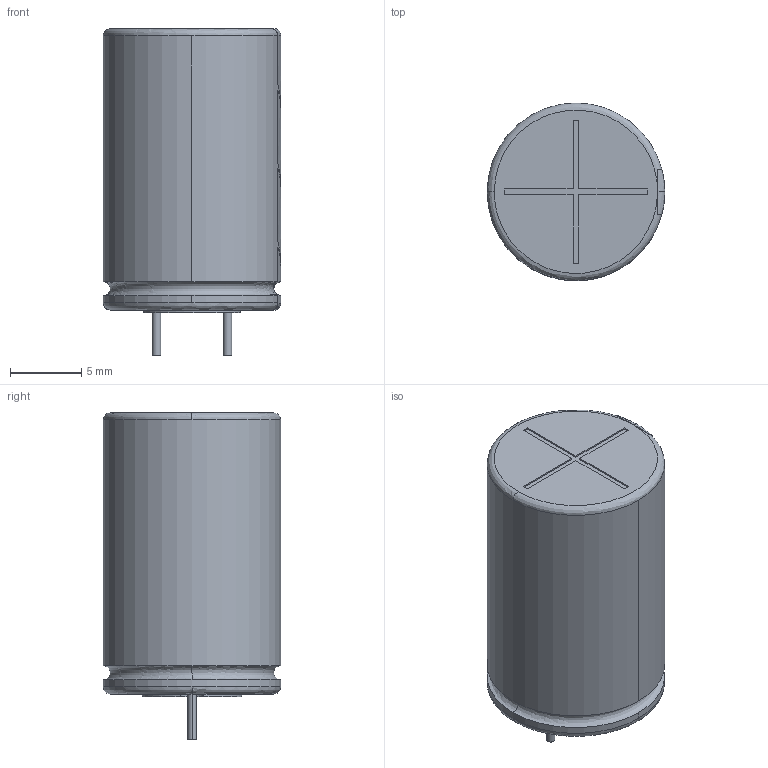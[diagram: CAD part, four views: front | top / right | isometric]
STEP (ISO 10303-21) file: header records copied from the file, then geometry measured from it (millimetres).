
FILE_DESCRIPTION (( 'STEP AP214' ), '1' );
FILE_NAME ('User Library-CAPAER_D125_L200_P050_W006X030.STEP', '2019-04-03T08:51:17', ( '' ), ( '' ), 'SwSTEP 2.0', 'SolidWorks 2019', '' );
FILE_SCHEMA (( 'AUTOMOTIVE_DESIGN' ));
Length unit declared in the file: millimetre
Products named in the file (2): User Library-CAPAER_D125_L200_P050_W006X030; User Library-CAPAER_D125_L200_P050_W006X030_CAPAER_D125_L200_P050_W006X030
Assembly tree (1 placements, depth 2):
  User Library-CAPAER_D125_L200_P050_W006X030
    User Library-CAPAER_D125_L200_P050_W006X030_CAPAER_D125_L200_P050_W006X030
Bounding box: 12.51 x 12.5 x 23.02 mm (x, y, z)
Volume: 2409.1 mm3; surface area: 1057.6 mm2
Topology: 1 solids, 1 shells, 98 faces, 268 edges, 176 vertices
Faces by surface type: plane 56, cylinder 28, bspline 12, cone 2
Entity records: 4047 total; most frequent: CARTESIAN_POINT 1156, ORIENTED_EDGE 528, DIRECTION 425, EDGE_CURVE 264, VERTEX_POINT 176, AXIS2_PLACEMENT_3D 145, LINE 135, VECTOR 135
